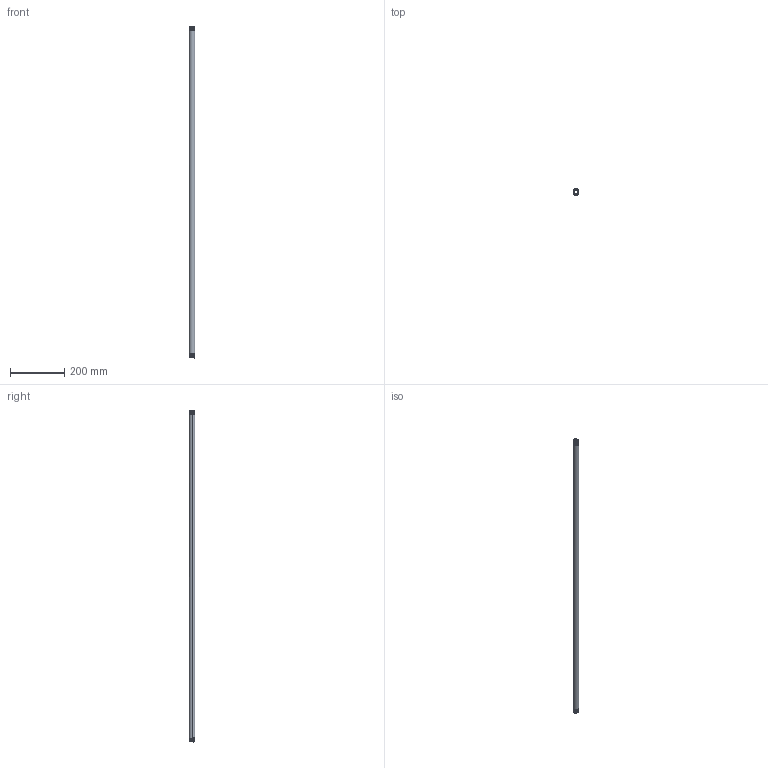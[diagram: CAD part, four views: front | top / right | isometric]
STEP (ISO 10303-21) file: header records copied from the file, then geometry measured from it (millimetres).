
FILE_DESCRIPTION((''),'2;1');
FILE_NAME('220398_ASM','2020-10-26T11:02:40',('PDMAdmin'),('BANNER ENGINEERING'),'CREO PARAMETRIC BY PTC INC, 2019292','CREO PARAMETRIC BY PTC INC, 2019292','');
FILE_SCHEMA(('CONFIG_CONTROL_DESIGN'));
Length unit declared in the file: inch
Products named in the file (2): 220398; 220398_ASM
Assembly tree (1 placements, depth 2):
  220398_ASM
    220398
Bounding box: 21.38 x 21.34 x 1219.2 mm (x, y, z)
Volume: 197882.8 mm3; surface area: 143382.9 mm2
Topology: 1 solids, 1 shells, 56 faces, 154 edges, 100 vertices
Faces by surface type: cylinder 36, bspline 12, plane 4, cone 4
Entity records: 4116 total; most frequent: CARTESIAN_POINT 2834, ORIENTED_EDGE 308, DIRECTION 164, EDGE_CURVE 154, VERTEX_POINT 100, B_SPLINE_CURVE_WITH_KNOTS 92, EDGE_LOOP 58, FACE_OUTER_BOUND 56
